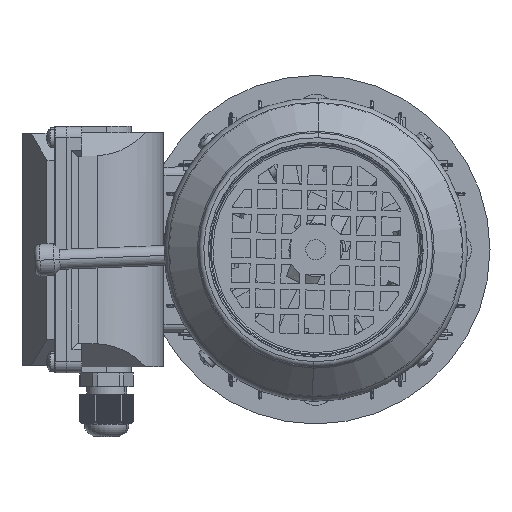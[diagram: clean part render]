
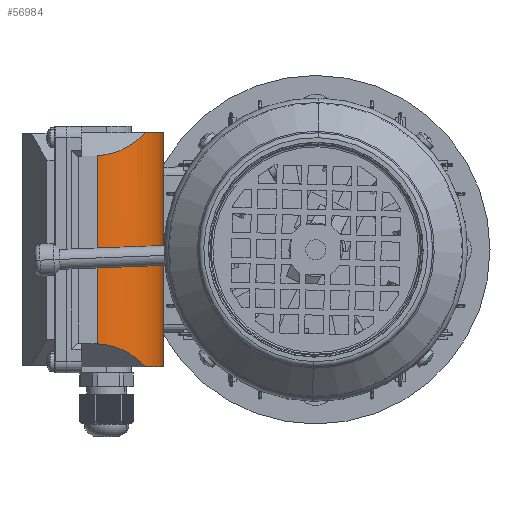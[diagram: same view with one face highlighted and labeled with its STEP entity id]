
A CAD part, left-side view. The second image highlights one B-rep face of the part: STEP entity #56984.
In plain terms, the highlighted cylindrical face has radius 27.7 mm (diameter 55.4 mm), a partial arc.
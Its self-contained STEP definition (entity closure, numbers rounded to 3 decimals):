
#4294 = VERTEX_POINT ( 'NONE', #114174 ) ;
#4891 = EDGE_CURVE ( 'NONE', #26578, #86927, #7848, .T. ) ;
#7848 =( BOUNDED_CURVE ( )  B_SPLINE_CURVE ( 3, ( #119835, #107345, #94825, #82330 ),
 .UNSPECIFIED., .F., .F. ) 
 B_SPLINE_CURVE_WITH_KNOTS ( ( 4, 4 ),
 ( 0.042, 0.839 ),
 .UNSPECIFIED. ) 
 CURVE ( )  GEOMETRIC_REPRESENTATION_ITEM ( )  RATIONAL_B_SPLINE_CURVE ( ( 1., 0.948, 0.948, 1. ) ) 
 REPRESENTATION_ITEM ( '' )  );
#9124 = VECTOR ( 'NONE', #40492, 1000. ) ;
#9819 = CARTESIAN_POINT ( 'NONE',  ( -56.175, 37.825, -4.828 ) ) ;
#9982 = DIRECTION ( 'NONE',  ( 0., 1., 0. ) ) ;
#11059 = DIRECTION ( 'NONE',  ( 0., 0., 1. ) ) ;
#12361 = CARTESIAN_POINT ( 'NONE',  ( -52.628, 41.372, 9.566 ) ) ;
#18770 = AXIS2_PLACEMENT_3D ( 'NONE', #48586, #23599, #11059 ) ;
#22518 = CARTESIAN_POINT ( 'NONE',  ( -28.5, -49.5, -6. ) ) ;
#22610 = DIRECTION ( 'NONE',  ( 0., 1., 0. ) ) ;
#23599 = DIRECTION ( 'NONE',  ( 0., -1., 0. ) ) ;
#24898 = CARTESIAN_POINT ( 'NONE',  ( -47., 47., 14.616 ) ) ;
#26578 = VERTEX_POINT ( 'NONE', #52739 ) ;
#28514 = CARTESIAN_POINT ( 'NONE',  ( -28.5, -47., 21.7 ) ) ;
#29425 = CYLINDRICAL_SURFACE ( 'NONE', #35742, 27.7 ) ;
#33539 = ORIENTED_EDGE ( 'NONE', *, *, #63853, .T. ) ;
#35113 = CARTESIAN_POINT ( 'NONE',  ( -28.5, -49.5, 21.7 ) ) ;
#35742 = AXIS2_PLACEMENT_3D ( 'NONE', #22518, #9982, #119532 ) ;
#36383 = EDGE_CURVE ( 'NONE', #60652, #4294, #47608, .T. ) ;
#36726 = ORIENTED_EDGE ( 'NONE', *, *, #4891, .T. ) ;
#38813 =( BOUNDED_CURVE ( )  B_SPLINE_CURVE ( 3, ( #24898, #12361, #121913, #109408 ),
 .UNSPECIFIED., .F., .F. ) 
 B_SPLINE_CURVE_WITH_KNOTS ( ( 4, 4 ),
 ( 2.302, 3.099 ),
 .UNSPECIFIED. ) 
 CURVE ( )  GEOMETRIC_REPRESENTATION_ITEM ( )  RATIONAL_B_SPLINE_CURVE ( ( 1., 0.948, 0.948, 1. ) ) 
 REPRESENTATION_ITEM ( '' )  );
#40492 = DIRECTION ( 'NONE',  ( 0., 1., 0. ) ) ;
#42027 = FACE_OUTER_BOUND ( 'NONE', #48815, .T. ) ;
#43791 = CARTESIAN_POINT ( 'NONE',  ( -28.5, -47., -6. ) ) ;
#47608 = LINE ( 'NONE', #35113, #61296 ) ;
#48586 = CARTESIAN_POINT ( 'NONE',  ( -28.5, 47., -6. ) ) ;
#48815 = EDGE_LOOP ( 'NONE', ( #83430, #99274, #33539, #70445, #49189, #36726 ) ) ;
#49189 = ORIENTED_EDGE ( 'NONE', *, *, #103992, .F. ) ;
#52739 = CARTESIAN_POINT ( 'NONE',  ( -56.175, -37.825, -4.828 ) ) ;
#52825 = EDGE_CURVE ( 'NONE', #86927, #60652, #69707, .T. ) ;
#52992 = CARTESIAN_POINT ( 'NONE',  ( -56.175, -49.5, -4.828 ) ) ;
#53409 = VERTEX_POINT ( 'NONE', #63726 ) ;
#56984 = ADVANCED_FACE ( 'NONE', ( #42027 ), #29425, .T. ) ;
#60652 = VERTEX_POINT ( 'NONE', #28514 ) ;
#61024 = CARTESIAN_POINT ( 'NONE',  ( -47., -47., 14.616 ) ) ;
#61296 = VECTOR ( 'NONE', #22610, 1000. ) ;
#63726 = CARTESIAN_POINT ( 'NONE',  ( -47., 47., 14.616 ) ) ;
#63853 = EDGE_CURVE ( 'NONE', #4294, #53409, #77912, .T. ) ;
#65446 = LINE ( 'NONE', #52992, #9124 ) ;
#69707 = CIRCLE ( 'NONE', #100696, 27.7 ) ;
#70445 = ORIENTED_EDGE ( 'NONE', *, *, #96751, .T. ) ;
#77912 = CIRCLE ( 'NONE', #18770, 27.7 ) ;
#82330 = CARTESIAN_POINT ( 'NONE',  ( -47., -47., 14.616 ) ) ;
#83430 = ORIENTED_EDGE ( 'NONE', *, *, #52825, .T. ) ;
#86927 = VERTEX_POINT ( 'NONE', #61024 ) ;
#94825 = CARTESIAN_POINT ( 'NONE',  ( -52.628, -41.372, 9.566 ) ) ;
#96751 = EDGE_CURVE ( 'NONE', #53409, #98546, #38813, .T. ) ;
#98546 = VERTEX_POINT ( 'NONE', #9819 ) ;
#99274 = ORIENTED_EDGE ( 'NONE', *, *, #36383, .T. ) ;
#100696 = AXIS2_PLACEMENT_3D ( 'NONE', #43791, #115789, #103299 ) ;
#103299 = DIRECTION ( 'NONE',  ( 0., 0., -1. ) ) ;
#103992 = EDGE_CURVE ( 'NONE', #26578, #98546, #65446, .T. ) ;
#107345 = CARTESIAN_POINT ( 'NONE',  ( -55.855, -38.145, 2.727 ) ) ;
#109408 = CARTESIAN_POINT ( 'NONE',  ( -56.175, 37.825, -4.828 ) ) ;
#114174 = CARTESIAN_POINT ( 'NONE',  ( -28.5, 47., 21.7 ) ) ;
#115789 = DIRECTION ( 'NONE',  ( 0., 1., 0. ) ) ;
#119532 = DIRECTION ( 'NONE',  ( 0., 0., 1. ) ) ;
#119835 = CARTESIAN_POINT ( 'NONE',  ( -56.175, -37.825, -4.828 ) ) ;
#121913 = CARTESIAN_POINT ( 'NONE',  ( -55.855, 38.145, 2.727 ) ) ;
